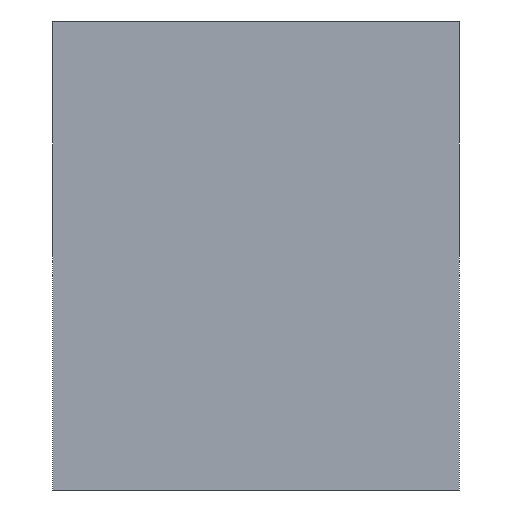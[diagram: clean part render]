
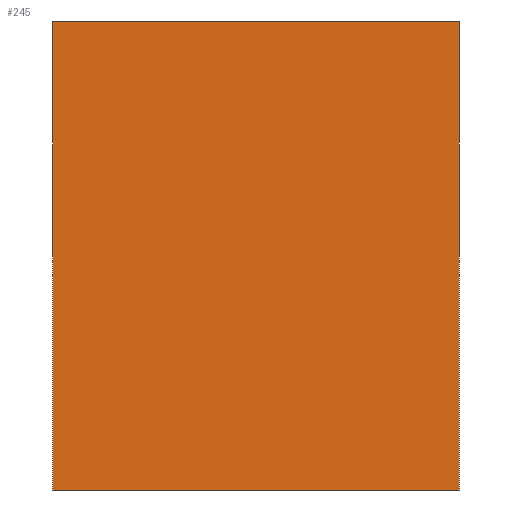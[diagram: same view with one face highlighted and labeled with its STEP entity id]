
A CAD part, left-side view. The second image highlights one B-rep face of the part: STEP entity #245.
In plain terms, the highlighted planar face has unit normal (-1, 0, 0).
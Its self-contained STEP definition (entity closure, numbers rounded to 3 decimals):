
#29=PLANE('',#285);
#43=FACE_OUTER_BOUND('',#58,.T.);
#58=EDGE_LOOP('',(#204,#205,#206,#207));
#83=LINE('',#414,#101);
#84=LINE('',#417,#102);
#85=LINE('',#419,#103);
#86=LINE('',#420,#104);
#101=VECTOR('',#347,10.);
#102=VECTOR('',#350,10.);
#103=VECTOR('',#351,10.);
#104=VECTOR('',#352,10.);
#135=VERTEX_POINT('',#410);
#136=VERTEX_POINT('',#412);
#137=VERTEX_POINT('',#416);
#138=VERTEX_POINT('',#418);
#163=EDGE_CURVE('',#135,#136,#83,.T.);
#164=EDGE_CURVE('',#137,#135,#84,.T.);
#165=EDGE_CURVE('',#138,#136,#85,.T.);
#166=EDGE_CURVE('',#137,#138,#86,.T.);
#204=ORIENTED_EDGE('',*,*,#164,.T.);
#205=ORIENTED_EDGE('',*,*,#163,.T.);
#206=ORIENTED_EDGE('',*,*,#165,.F.);
#207=ORIENTED_EDGE('',*,*,#166,.F.);
#245=ADVANCED_FACE('',(#43),#29,.T.);
#285=AXIS2_PLACEMENT_3D('',#415,#348,#349);
#347=DIRECTION('',(0.,0.,1.));
#348=DIRECTION('center_axis',(-1.,0.,0.));
#349=DIRECTION('ref_axis',(0.,-1.,0.));
#350=DIRECTION('',(0.,-1.,0.));
#351=DIRECTION('',(0.,-1.,0.));
#352=DIRECTION('',(0.,0.,1.));
#410=CARTESIAN_POINT('',(-15.5,-10.,-15.5));
#412=CARTESIAN_POINT('',(-15.5,-10.,7.5));
#414=CARTESIAN_POINT('',(-15.5,-10.,-15.5));
#415=CARTESIAN_POINT('Origin',(-15.5,10.,-15.5));
#416=CARTESIAN_POINT('',(-15.5,10.,-15.5));
#417=CARTESIAN_POINT('',(-15.5,10.,-15.5));
#418=CARTESIAN_POINT('',(-15.5,10.,7.5));
#419=CARTESIAN_POINT('',(-15.5,10.,7.5));
#420=CARTESIAN_POINT('',(-15.5,10.,-15.5));
